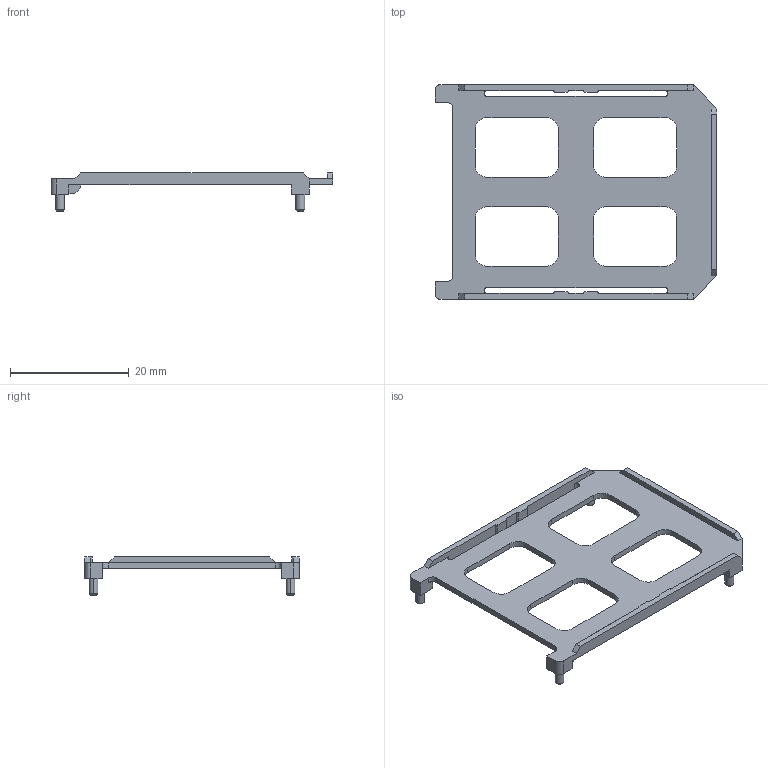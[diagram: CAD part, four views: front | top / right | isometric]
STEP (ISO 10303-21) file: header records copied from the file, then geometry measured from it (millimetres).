
FILE_DESCRIPTION((''),'2;1');
FILE_NAME('LCD_BOARD_ADAPTER_ST17702_ANY','2020-06-30T',('admin'),(''),'PRO/ENGINEER BY PARAMETRIC TECHNOLOGY CORPORATION, 2015240','PRO/ENGINEER BY PARAMETRIC TECHNOLOGY CORPORATION, 2015240','');
FILE_SCHEMA(('AUTOMOTIVE_DESIGN { 1 0 10303 214 1 1 1 1 }'));
Length unit declared in the file: millimetre
Products named in the file (1): LCD_BOARD_ADAPTER_ST17702_ANY
Bounding box: 47.5 x 36.2 x 6.45 mm (x, y, z)
Volume: 1198.3 mm3; surface area: 2838.2 mm2
Topology: 1 solids, 1 shells, 128 faces, 360 edges, 236 vertices
Faces by surface type: plane 78, cylinder 42, cone 8
Entity records: 4288 total; most frequent: CARTESIAN_POINT 726, ORIENTED_EDGE 720, DIRECTION 712, EDGE_CURVE 360, VECTOR 264, LINE 264, VERTEX_POINT 236, AXIS2_PLACEMENT_3D 224
